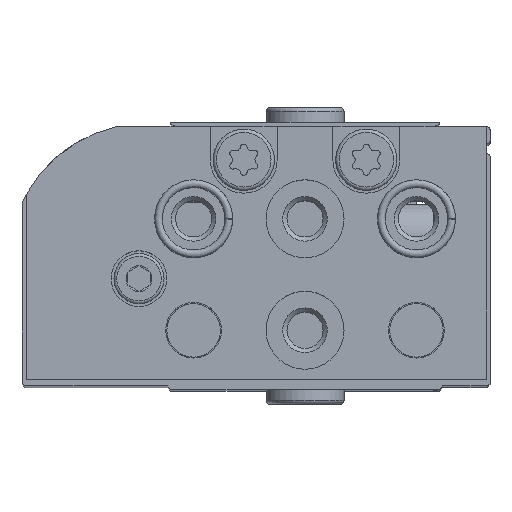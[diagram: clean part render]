
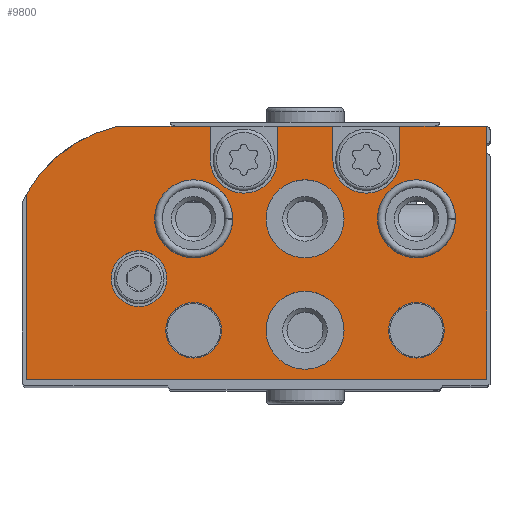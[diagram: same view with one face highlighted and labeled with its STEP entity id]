
A CAD part, top view. The second image highlights one B-rep face of the part: STEP entity #9800.
In plain terms, the highlighted face is planar.
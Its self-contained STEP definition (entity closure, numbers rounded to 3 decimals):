
#1002=LINE('',#16792,#1752);
#1006=LINE('',#16800,#1756);
#1010=LINE('',#16806,#1760);
#1013=LINE('',#16826,#1763);
#1014=LINE('',#16830,#1764);
#1015=LINE('',#16833,#1765);
#1016=LINE('',#16835,#1766);
#1017=LINE('',#16837,#1767);
#1018=LINE('',#16838,#1768);
#1019=LINE('',#16842,#1769);
#1752=VECTOR('',#13640,1000.);
#1756=VECTOR('',#13644,1000.);
#1760=VECTOR('',#13648,1000.);
#1763=VECTOR('',#13667,1000.);
#1764=VECTOR('',#13670,1000.);
#1765=VECTOR('',#13673,1000.);
#1766=VECTOR('',#13674,1000.);
#1767=VECTOR('',#13675,1000.);
#1768=VECTOR('',#13676,1000.);
#1769=VECTOR('',#13679,1000.);
#3738=ORIENTED_EDGE('',*,*,#5541,.T.);
#3739=ORIENTED_EDGE('',*,*,#5542,.T.);
#3740=ORIENTED_EDGE('',*,*,#5543,.T.);
#3741=ORIENTED_EDGE('',*,*,#5544,.T.);
#3742=ORIENTED_EDGE('',*,*,#5545,.T.);
#3743=ORIENTED_EDGE('',*,*,#5546,.T.);
#3744=ORIENTED_EDGE('',*,*,#5547,.T.);
#3745=ORIENTED_EDGE('',*,*,#5548,.T.);
#3746=ORIENTED_EDGE('',*,*,#5549,.T.);
#3747=ORIENTED_EDGE('',*,*,#5550,.T.);
#3748=ORIENTED_EDGE('',*,*,#5538,.F.);
#3749=ORIENTED_EDGE('',*,*,#5551,.F.);
#3750=ORIENTED_EDGE('',*,*,#5552,.F.);
#3751=ORIENTED_EDGE('',*,*,#5553,.F.);
#3752=ORIENTED_EDGE('',*,*,#5554,.F.);
#3753=ORIENTED_EDGE('',*,*,#5534,.F.);
#3754=ORIENTED_EDGE('',*,*,#5555,.T.);
#3755=ORIENTED_EDGE('',*,*,#5556,.T.);
#3756=ORIENTED_EDGE('',*,*,#5557,.T.);
#3757=ORIENTED_EDGE('',*,*,#5530,.F.);
#5530=EDGE_CURVE('',#6613,#6614,#1002,.T.);
#5534=EDGE_CURVE('',#6617,#6618,#1006,.T.);
#5538=EDGE_CURVE('',#6619,#6620,#1010,.T.);
#5541=EDGE_CURVE('',#6622,#6622,#7211,.T.);
#5542=EDGE_CURVE('',#6623,#6623,#7212,.T.);
#5543=EDGE_CURVE('',#6624,#6624,#7213,.T.);
#5544=EDGE_CURVE('',#6625,#6625,#7214,.T.);
#5545=EDGE_CURVE('',#6626,#6626,#7215,.T.);
#5546=EDGE_CURVE('',#6627,#6627,#7216,.T.);
#5547=EDGE_CURVE('',#6628,#6628,#7217,.T.);
#5548=EDGE_CURVE('',#6613,#6629,#1013,.T.);
#5549=EDGE_CURVE('',#6629,#6630,#7218,.T.);
#5550=EDGE_CURVE('',#6630,#6620,#1014,.T.);
#5551=EDGE_CURVE('',#6631,#6619,#7219,.T.);
#5552=EDGE_CURVE('',#6632,#6631,#1015,.T.);
#5553=EDGE_CURVE('',#6633,#6632,#1016,.T.);
#5554=EDGE_CURVE('',#6618,#6633,#1017,.T.);
#5555=EDGE_CURVE('',#6617,#6634,#1018,.T.);
#5556=EDGE_CURVE('',#6634,#6635,#7220,.T.);
#5557=EDGE_CURVE('',#6635,#6614,#1019,.T.);
#6613=VERTEX_POINT('',#16791);
#6614=VERTEX_POINT('',#16793);
#6617=VERTEX_POINT('',#16799);
#6618=VERTEX_POINT('',#16801);
#6619=VERTEX_POINT('',#16805);
#6620=VERTEX_POINT('',#16807);
#6622=VERTEX_POINT('',#16813);
#6623=VERTEX_POINT('',#16815);
#6624=VERTEX_POINT('',#16817);
#6625=VERTEX_POINT('',#16819);
#6626=VERTEX_POINT('',#16821);
#6627=VERTEX_POINT('',#16823);
#6628=VERTEX_POINT('',#16825);
#6629=VERTEX_POINT('',#16827);
#6630=VERTEX_POINT('',#16829);
#6631=VERTEX_POINT('',#16832);
#6632=VERTEX_POINT('',#16834);
#6633=VERTEX_POINT('',#16836);
#6634=VERTEX_POINT('',#16839);
#6635=VERTEX_POINT('',#16841);
#7211=CIRCLE('',#11212,2.5);
#7212=CIRCLE('',#11213,3.5);
#7213=CIRCLE('',#11214,3.5);
#7214=CIRCLE('',#11215,3.5);
#7215=CIRCLE('',#11216,3.5);
#7216=CIRCLE('',#11217,2.5);
#7217=CIRCLE('',#11218,2.5);
#7218=CIRCLE('',#11219,3.);
#7219=CIRCLE('',#11220,12.5);
#7220=CIRCLE('',#11221,3.);
#7936=EDGE_LOOP('',(#3738));
#7937=EDGE_LOOP('',(#3739));
#7938=EDGE_LOOP('',(#3740));
#7939=EDGE_LOOP('',(#3741));
#7940=EDGE_LOOP('',(#3742));
#7941=EDGE_LOOP('',(#3743));
#7942=EDGE_LOOP('',(#3744));
#7943=EDGE_LOOP('',(#3745,#3746,#3747,#3748,#3749,#3750,#3751,#3752,#3753,
#3754,#3755,#3756,#3757));
#8803=FACE_BOUND('',#7936,.T.);
#8804=FACE_BOUND('',#7937,.T.);
#8805=FACE_BOUND('',#7938,.T.);
#8806=FACE_BOUND('',#7939,.T.);
#8807=FACE_BOUND('',#7940,.T.);
#8808=FACE_BOUND('',#7941,.T.);
#8809=FACE_BOUND('',#7942,.T.);
#8810=FACE_BOUND('',#7943,.T.);
#9329=PLANE('',#11211);
#9800=ADVANCED_FACE('',(#8803,#8804,#8805,#8806,#8807,#8808,#8809,#8810),
#9329,.F.);
#11211=AXIS2_PLACEMENT_3D('',#16811,#13651,#13652);
#11212=AXIS2_PLACEMENT_3D('',#16812,#13653,#13654);
#11213=AXIS2_PLACEMENT_3D('',#16814,#13655,#13656);
#11214=AXIS2_PLACEMENT_3D('',#16816,#13657,#13658);
#11215=AXIS2_PLACEMENT_3D('',#16818,#13659,#13660);
#11216=AXIS2_PLACEMENT_3D('',#16820,#13661,#13662);
#11217=AXIS2_PLACEMENT_3D('',#16822,#13663,#13664);
#11218=AXIS2_PLACEMENT_3D('',#16824,#13665,#13666);
#11219=AXIS2_PLACEMENT_3D('',#16828,#13668,#13669);
#11220=AXIS2_PLACEMENT_3D('',#16831,#13671,#13672);
#11221=AXIS2_PLACEMENT_3D('',#16840,#13677,#13678);
#13640=DIRECTION('',(-1.,0.,0.));
#13644=DIRECTION('',(-1.,0.,0.));
#13648=DIRECTION('',(-1.,0.,0.));
#13651=DIRECTION('',(0.,0.,1.));
#13652=DIRECTION('',(1.,0.,0.));
#13653=DIRECTION('',(0.,0.,1.));
#13654=DIRECTION('',(1.,0.,0.));
#13655=DIRECTION('',(0.,0.,1.));
#13656=DIRECTION('',(1.,0.,0.));
#13657=DIRECTION('',(0.,0.,1.));
#13658=DIRECTION('',(1.,0.,0.));
#13659=DIRECTION('',(0.,0.,1.));
#13660=DIRECTION('',(1.,0.,0.));
#13661=DIRECTION('',(0.,0.,1.));
#13662=DIRECTION('',(1.,0.,0.));
#13663=DIRECTION('',(0.,0.,1.));
#13664=DIRECTION('',(1.,0.,0.));
#13665=DIRECTION('',(0.,0.,1.));
#13666=DIRECTION('',(1.,0.,0.));
#13667=DIRECTION('',(0.,-1.,0.));
#13668=DIRECTION('',(0.,0.,1.));
#13669=DIRECTION('',(1.,0.,0.));
#13670=DIRECTION('',(0.,1.,0.));
#13671=DIRECTION('',(0.,0.,1.));
#13672=DIRECTION('',(1.,0.,0.));
#13673=DIRECTION('',(0.,1.,0.));
#13674=DIRECTION('',(1.,0.,0.));
#13675=DIRECTION('',(0.,-1.,0.));
#13676=DIRECTION('',(0.,-1.,0.));
#13677=DIRECTION('',(0.,0.,1.));
#13678=DIRECTION('',(1.,0.,0.));
#13679=DIRECTION('',(0.,1.,0.));
#16791=CARTESIAN_POINT('',(18.8,22.7,0.));
#16792=CARTESIAN_POINT('',(33.122,22.7,0.));
#16793=CARTESIAN_POINT('',(13.8,22.7,0.));
#16799=CARTESIAN_POINT('',(7.8,22.7,0.));
#16800=CARTESIAN_POINT('',(33.122,22.7,0.));
#16801=CARTESIAN_POINT('',(0.,22.7,0.));
#16805=CARTESIAN_POINT('',(33.122,22.7,0.));
#16806=CARTESIAN_POINT('',(33.122,22.7,0.));
#16807=CARTESIAN_POINT('',(24.8,22.7,0.));
#16811=CARTESIAN_POINT('',(30.4,10.5,0.));
#16812=CARTESIAN_POINT('',(31.2,9.03,0.));
#16813=CARTESIAN_POINT('',(33.7,9.03,0.));
#16814=CARTESIAN_POINT('',(26.3,14.4,0.));
#16815=CARTESIAN_POINT('',(29.8,14.4,0.));
#16816=CARTESIAN_POINT('',(16.3,14.4,0.));
#16817=CARTESIAN_POINT('',(19.8,14.4,0.));
#16818=CARTESIAN_POINT('',(6.3,14.4,0.));
#16819=CARTESIAN_POINT('',(9.8,14.4,0.));
#16820=CARTESIAN_POINT('',(16.3,4.4,0.));
#16821=CARTESIAN_POINT('',(19.8,4.4,0.));
#16822=CARTESIAN_POINT('',(26.3,4.4,0.));
#16823=CARTESIAN_POINT('',(28.8,4.4,0.));
#16824=CARTESIAN_POINT('',(6.3,4.4,0.));
#16825=CARTESIAN_POINT('',(8.8,4.4,0.));
#16826=CARTESIAN_POINT('',(18.8,22.7,0.));
#16827=CARTESIAN_POINT('',(18.8,19.7,0.));
#16828=CARTESIAN_POINT('',(21.8,19.7,0.));
#16829=CARTESIAN_POINT('',(24.8,19.7,0.));
#16830=CARTESIAN_POINT('',(24.8,19.7,0.));
#16831=CARTESIAN_POINT('',(30.4,10.5,0.));
#16832=CARTESIAN_POINT('',(41.3,16.619,0.));
#16833=CARTESIAN_POINT('',(41.3,0.,0.));
#16834=CARTESIAN_POINT('',(41.3,0.,0.));
#16835=CARTESIAN_POINT('',(0.,0.,0.));
#16836=CARTESIAN_POINT('',(0.,0.,0.));
#16837=CARTESIAN_POINT('',(0.,22.7,0.));
#16838=CARTESIAN_POINT('',(7.8,22.7,0.));
#16839=CARTESIAN_POINT('',(7.8,19.7,0.));
#16840=CARTESIAN_POINT('',(10.8,19.7,0.));
#16841=CARTESIAN_POINT('',(13.8,19.7,0.));
#16842=CARTESIAN_POINT('',(13.8,19.7,0.));
